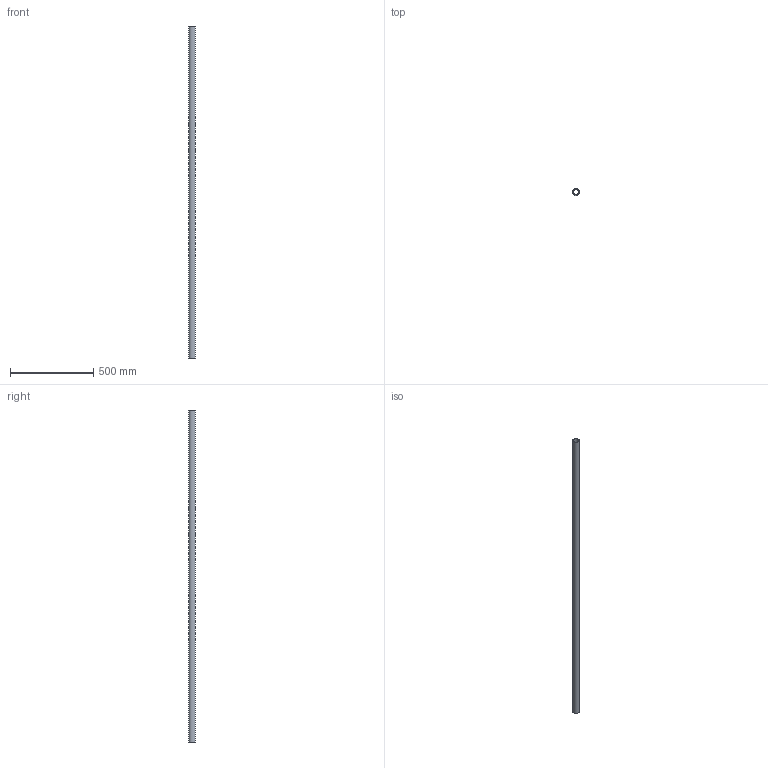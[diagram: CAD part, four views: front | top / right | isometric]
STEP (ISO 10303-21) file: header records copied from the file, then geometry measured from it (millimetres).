
FILE_DESCRIPTION (( 'STEP AP203' ), '1' );
FILE_NAME ('CTR10-040-K02-100-1 Òðóáà ãëàäêàÿ æåñòêàÿ ÏÍÄ d40 ÈÝÊ ÷åðíàÿ (100ì).STEP', '2016-05-17T06:40:51', ( '' ), ( '' ), 'SwSTEP 2.0', 'SolidWorks 2014', '' );
FILE_SCHEMA (( 'CONFIG_CONTROL_DESIGN' ));
Length unit declared in the file: millimetre
Products named in the file (1): CTR10-040-K02-100-1 Òðóáà ãëàäêàÿ æåñòêàÿ ÏÍÄ d40 ÈÝÊ ÷åðíàÿ (100ì)
Bounding box: 40 x 40 x 2000 mm (x, y, z)
Volume: 566994.6 mm3; surface area: 473062.5 mm2
Topology: 1 solids, 1 shells, 4 faces, 6 edges, 4 vertices
Faces by surface type: plane 2, cylinder 2
Full cylindrical faces by diameter (mm): 35.2 x1, 40 x1
Entity records: 165 total; most frequent: DIRECTION 18, CARTESIAN_POINT 13, AXIS2_PLACEMENT_3D 9, ORIENTED_EDGE 8, EDGE_LOOP 8, PERSON_AND_ORGANIZATION 8, FACE_OUTER_BOUND 6, COORDINATED_UNIVERSAL_TIME_OFFSET 5
